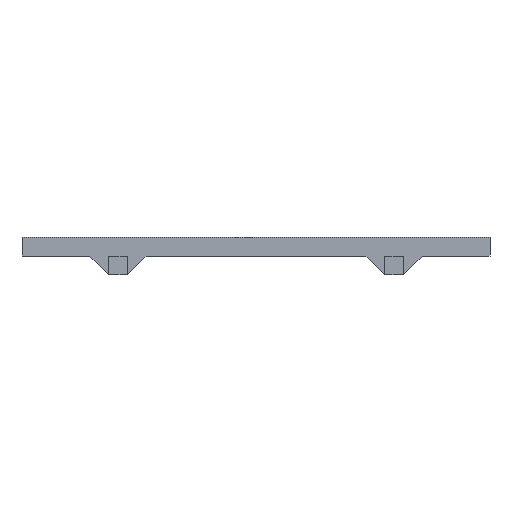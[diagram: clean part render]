
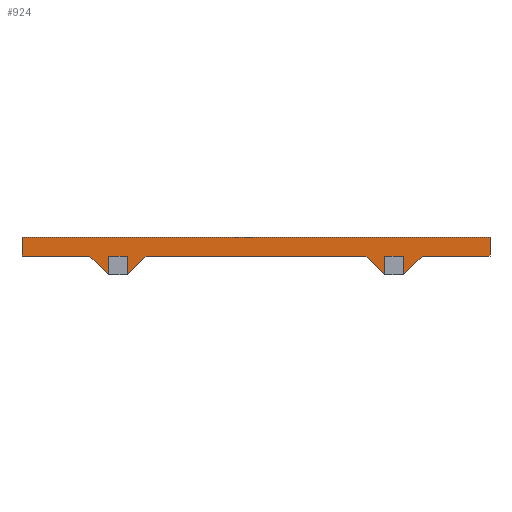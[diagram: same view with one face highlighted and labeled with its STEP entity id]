
A CAD part, left-side view. The second image highlights one B-rep face of the part: STEP entity #924.
In plain terms, the highlighted planar face has unit normal (-1, 0, 0).
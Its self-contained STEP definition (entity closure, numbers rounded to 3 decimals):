
#60=FACE_OUTER_BOUND('',#108,.T.);
#108=EDGE_LOOP('',(#807,#808,#809,#810,#811,#812,#813,#814,#815,#816,#817,
#818,#819,#820,#821,#822));
#135=LINE('',#1269,#263);
#139=LINE('',#1276,#267);
#143=LINE('',#1285,#271);
#147=LINE('',#1292,#275);
#165=LINE('',#1329,#293);
#167=LINE('',#1333,#295);
#185=LINE('',#1370,#313);
#187=LINE('',#1374,#315);
#191=LINE('',#1381,#319);
#204=LINE('',#1404,#332);
#206=LINE('',#1408,#334);
#213=LINE('',#1419,#341);
#230=LINE('',#1454,#358);
#235=LINE('',#1464,#363);
#236=LINE('',#1467,#364);
#237=LINE('',#1468,#365);
#263=VECTOR('',#1029,10.);
#267=VECTOR('',#1035,10.);
#271=VECTOR('',#1041,10.);
#275=VECTOR('',#1047,10.);
#293=VECTOR('',#1073,10.);
#295=VECTOR('',#1077,10.);
#313=VECTOR('',#1103,10.);
#315=VECTOR('',#1107,10.);
#319=VECTOR('',#1113,10.);
#332=VECTOR('',#1142,10.);
#334=VECTOR('',#1146,10.);
#341=VECTOR('',#1159,10.);
#358=VECTOR('',#1196,10.);
#363=VECTOR('',#1205,10.);
#364=VECTOR('',#1208,10.);
#365=VECTOR('',#1209,10.);
#387=VERTEX_POINT('',#1267);
#388=VERTEX_POINT('',#1268);
#390=VERTEX_POINT('',#1275);
#393=VERTEX_POINT('',#1283);
#394=VERTEX_POINT('',#1284);
#396=VERTEX_POINT('',#1291);
#410=VERTEX_POINT('',#1326);
#411=VERTEX_POINT('',#1328);
#412=VERTEX_POINT('',#1332);
#426=VERTEX_POINT('',#1367);
#427=VERTEX_POINT('',#1369);
#428=VERTEX_POINT('',#1373);
#433=VERTEX_POINT('',#1407);
#442=VERTEX_POINT('',#1452);
#445=VERTEX_POINT('',#1462);
#446=VERTEX_POINT('',#1466);
#471=EDGE_CURVE('',#387,#388,#135,.T.);
#475=EDGE_CURVE('',#390,#387,#139,.T.);
#479=EDGE_CURVE('',#393,#394,#143,.T.);
#483=EDGE_CURVE('',#396,#393,#147,.T.);
#501=EDGE_CURVE('',#411,#410,#165,.F.);
#503=EDGE_CURVE('',#411,#412,#167,.T.);
#521=EDGE_CURVE('',#427,#426,#185,.F.);
#523=EDGE_CURVE('',#427,#428,#187,.T.);
#527=EDGE_CURVE('',#390,#412,#191,.T.);
#540=EDGE_CURVE('',#410,#394,#204,.T.);
#542=EDGE_CURVE('',#433,#388,#206,.T.);
#549=EDGE_CURVE('',#396,#428,#213,.T.);
#566=EDGE_CURVE('',#426,#442,#230,.T.);
#571=EDGE_CURVE('',#442,#445,#235,.T.);
#572=EDGE_CURVE('',#446,#445,#236,.T.);
#573=EDGE_CURVE('',#433,#446,#237,.T.);
#807=ORIENTED_EDGE('',*,*,#542,.T.);
#808=ORIENTED_EDGE('',*,*,#471,.F.);
#809=ORIENTED_EDGE('',*,*,#475,.F.);
#810=ORIENTED_EDGE('',*,*,#527,.T.);
#811=ORIENTED_EDGE('',*,*,#503,.F.);
#812=ORIENTED_EDGE('',*,*,#501,.T.);
#813=ORIENTED_EDGE('',*,*,#540,.T.);
#814=ORIENTED_EDGE('',*,*,#479,.F.);
#815=ORIENTED_EDGE('',*,*,#483,.F.);
#816=ORIENTED_EDGE('',*,*,#549,.T.);
#817=ORIENTED_EDGE('',*,*,#523,.F.);
#818=ORIENTED_EDGE('',*,*,#521,.T.);
#819=ORIENTED_EDGE('',*,*,#566,.T.);
#820=ORIENTED_EDGE('',*,*,#571,.T.);
#821=ORIENTED_EDGE('',*,*,#572,.F.);
#822=ORIENTED_EDGE('',*,*,#573,.F.);
#876=PLANE('',#986);
#924=ADVANCED_FACE('',(#60),#876,.T.);
#986=AXIS2_PLACEMENT_3D('',#1465,#1206,#1207);
#1029=DIRECTION('',(0.,0.707,0.707));
#1035=DIRECTION('',(0.,0.,-1.));
#1041=DIRECTION('',(0.,0.707,0.707));
#1047=DIRECTION('',(0.,0.,-1.));
#1073=DIRECTION('',(0.,0.707,-0.707));
#1077=DIRECTION('',(0.,0.,1.));
#1103=DIRECTION('',(0.,0.707,-0.707));
#1107=DIRECTION('',(0.,0.,1.));
#1113=DIRECTION('',(0.,-1.,0.));
#1142=DIRECTION('',(0.,-1.,0.));
#1146=DIRECTION('',(0.,-1.,0.));
#1159=DIRECTION('',(0.,-1.,0.));
#1196=DIRECTION('',(0.,-1.,0.));
#1205=DIRECTION('',(0.,0.,1.));
#1206=DIRECTION('center_axis',(-1.,0.,0.));
#1207=DIRECTION('ref_axis',(0.,-1.,0.));
#1208=DIRECTION('',(0.,-1.,0.));
#1209=DIRECTION('',(0.,0.,1.));
#1267=CARTESIAN_POINT('',(-130.,157.5,-20.));
#1268=CARTESIAN_POINT('',(-130.,177.5,0.));
#1269=CARTESIAN_POINT('',(-130.,190.625,13.125));
#1275=CARTESIAN_POINT('',(-130.,157.5,0.));
#1276=CARTESIAN_POINT('',(-130.,157.5,0.));
#1283=CARTESIAN_POINT('',(-130.,-137.5,-20.));
#1284=CARTESIAN_POINT('',(-130.,-117.5,0.));
#1285=CARTESIAN_POINT('',(-130.,-30.625,86.875));
#1291=CARTESIAN_POINT('',(-130.,-137.5,0.));
#1292=CARTESIAN_POINT('',(-130.,-137.5,0.));
#1326=CARTESIAN_POINT('',(-130.,117.5,0.));
#1328=CARTESIAN_POINT('',(-130.,137.5,-20.));
#1329=CARTESIAN_POINT('',(-130.,155.625,-38.125));
#1332=CARTESIAN_POINT('',(-130.,137.5,0.));
#1333=CARTESIAN_POINT('',(-130.,137.5,0.));
#1367=CARTESIAN_POINT('',(-130.,-177.5,0.));
#1369=CARTESIAN_POINT('',(-130.,-157.5,-20.));
#1370=CARTESIAN_POINT('',(-130.,-65.625,-111.875));
#1373=CARTESIAN_POINT('',(-130.,-157.5,0.));
#1374=CARTESIAN_POINT('',(-130.,-157.5,0.));
#1381=CARTESIAN_POINT('',(-130.,250.,0.));
#1404=CARTESIAN_POINT('',(-130.,250.,0.));
#1407=CARTESIAN_POINT('',(-130.,250.,0.));
#1408=CARTESIAN_POINT('',(-130.,250.,0.));
#1419=CARTESIAN_POINT('',(-130.,250.,0.));
#1452=CARTESIAN_POINT('',(-130.,-250.,0.));
#1454=CARTESIAN_POINT('',(-130.,250.,0.));
#1462=CARTESIAN_POINT('',(-130.,-250.,20.));
#1464=CARTESIAN_POINT('',(-130.,-250.,0.));
#1465=CARTESIAN_POINT('Origin',(-130.,250.,0.));
#1466=CARTESIAN_POINT('',(-130.,250.,20.));
#1467=CARTESIAN_POINT('',(-130.,250.,20.));
#1468=CARTESIAN_POINT('',(-130.,250.,0.));
